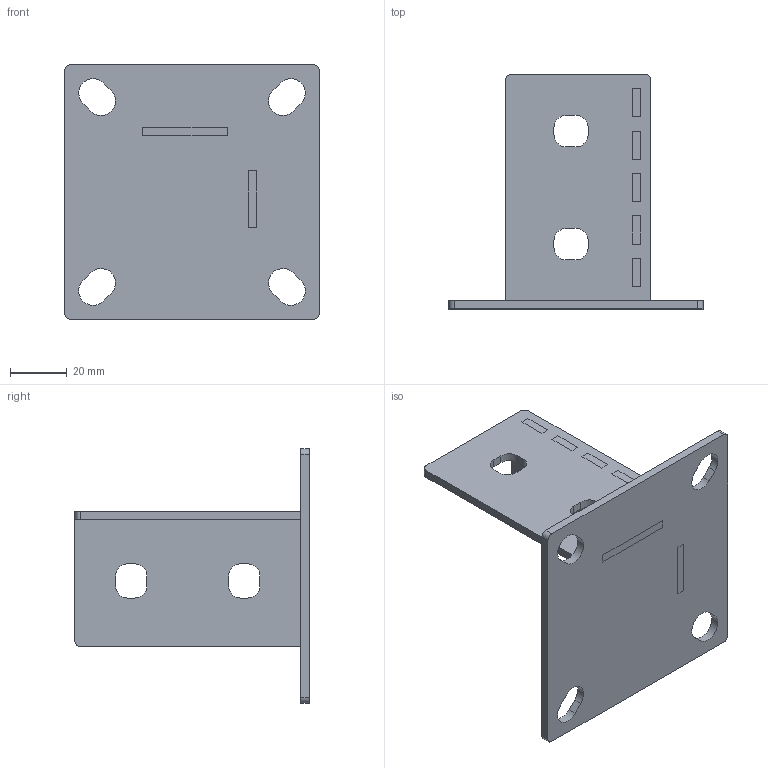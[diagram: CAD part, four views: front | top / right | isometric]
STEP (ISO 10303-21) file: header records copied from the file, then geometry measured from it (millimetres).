
FILE_DESCRIPTION (( 'STEP AP214' ), '1' );
FILE_NAME ('SNS.40.OP.01.Ïëîùàäêà îïîðíàÿ 40, 45, V06.STEP', '2017-10-06T10:41:25', ( '' ), ( '' ), 'SwSTEP 2.0', 'SolidWorks 2017', '' );
FILE_SCHEMA (( 'AUTOMOTIVE_DESIGN' ));
Length unit declared in the file: millimetre
Products named in the file (7): 40瀇僔蠂縺 膻蓲40; SNS.40.OP.01.Ïëîùàäêà îïîðíàÿ 40, 45, V06; 40ïëàñòèíà íèç; Áîêîâèíà ñ ïàçîì 1; Áîêîâèíà ñ ïàçîì 2
Assembly tree (3 placements, depth 2):
  SNS.40.OP.01.Ïëîùàäêà îïîðíàÿ 40, 45, V06
    40瀇僔蠂縺 膻蓲40
    Áîêîâèíà ñ ïàçîì 1
    Áîêîâèíà ñ ïàçîì 2
  40ïëàñòèíà íèç
  Áîêîâèíà ñ ïàçîì 2
  Áîêîâèíà ñ ïàçîì 1
Bounding box: 90 x 83 x 90 mm (x, y, z)
Volume: 44550.6 mm3; surface area: 34102.1 mm2
Topology: 3 solids, 3 shells, 133 faces, 381 edges, 254 vertices
Faces by surface type: plane 98, cylinder 35
Entity records: 4576 total; most frequent: CARTESIAN_POINT 775, ORIENTED_EDGE 762, DIRECTION 731, EDGE_CURVE 381, LINE 311, VECTOR 311, VERTEX_POINT 254, AXIS2_PLACEMENT_3D 210
